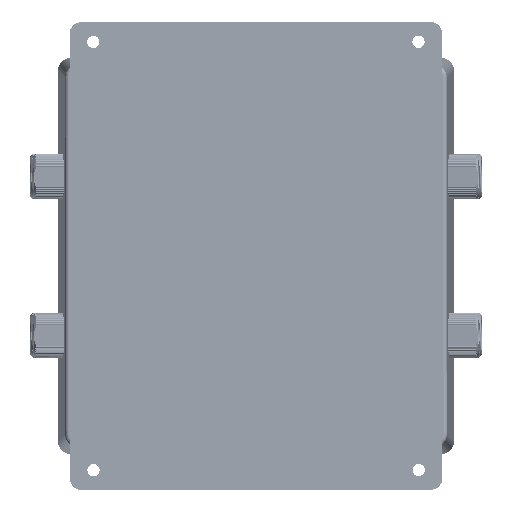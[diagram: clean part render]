
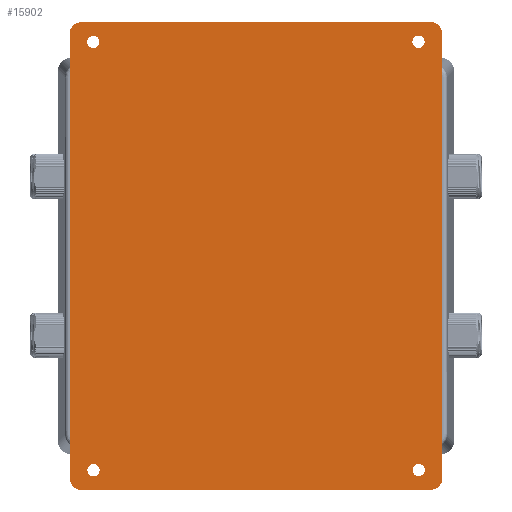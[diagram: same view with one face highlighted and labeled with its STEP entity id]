
A CAD part, front view. The second image highlights one B-rep face of the part: STEP entity #15902.
In plain terms, the highlighted planar face has unit normal (0, -1, 0).
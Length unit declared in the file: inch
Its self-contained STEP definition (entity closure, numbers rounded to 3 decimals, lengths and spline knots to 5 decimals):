
#487=PLANE('',#17151);
#1515=LINE('',#25574,#2807);
#1516=LINE('',#25578,#2808);
#1517=LINE('',#25582,#2809);
#1518=LINE('',#25585,#2810);
#2807=VECTOR('',#19919,39.37008);
#2808=VECTOR('',#19922,39.37008);
#2809=VECTOR('',#19925,39.37008);
#2810=VECTOR('',#19928,39.37008);
#3711=FACE_BOUND('',#5898,.T.);
#3712=FACE_BOUND('',#5899,.T.);
#3713=FACE_BOUND('',#5900,.T.);
#3714=FACE_BOUND('',#5901,.T.);
#3997=CIRCLE('',#17152,0.187);
#3998=CIRCLE('',#17153,0.187);
#3999=CIRCLE('',#17154,0.187);
#4000=CIRCLE('',#17155,0.187);
#4001=CIRCLE('',#17156,0.0965);
#4002=CIRCLE('',#17157,0.0965);
#4003=CIRCLE('',#17158,0.0965);
#4004=CIRCLE('',#17159,0.0965);
#4868=FACE_OUTER_BOUND('',#5897,.T.);
#5897=EDGE_LOOP('',(#12099,#12100,#12101,#12102,#12103,#12104,#12105,#12106));
#5898=EDGE_LOOP('',(#12107));
#5899=EDGE_LOOP('',(#12108));
#5900=EDGE_LOOP('',(#12109));
#5901=EDGE_LOOP('',(#12110));
#7222=VERTEX_POINT('',#25570);
#7223=VERTEX_POINT('',#25571);
#7224=VERTEX_POINT('',#25573);
#7225=VERTEX_POINT('',#25575);
#7226=VERTEX_POINT('',#25577);
#7227=VERTEX_POINT('',#25579);
#7228=VERTEX_POINT('',#25581);
#7229=VERTEX_POINT('',#25583);
#7230=VERTEX_POINT('',#25586);
#7231=VERTEX_POINT('',#25588);
#7232=VERTEX_POINT('',#25590);
#7233=VERTEX_POINT('',#25592);
#9014=EDGE_CURVE('',#7222,#7223,#3997,.T.);
#9015=EDGE_CURVE('',#7223,#7224,#1515,.T.);
#9016=EDGE_CURVE('',#7224,#7225,#3998,.T.);
#9017=EDGE_CURVE('',#7225,#7226,#1516,.T.);
#9018=EDGE_CURVE('',#7226,#7227,#3999,.T.);
#9019=EDGE_CURVE('',#7227,#7228,#1517,.T.);
#9020=EDGE_CURVE('',#7228,#7229,#4000,.T.);
#9021=EDGE_CURVE('',#7229,#7222,#1518,.T.);
#9022=EDGE_CURVE('',#7230,#7230,#4001,.T.);
#9023=EDGE_CURVE('',#7231,#7231,#4002,.T.);
#9024=EDGE_CURVE('',#7232,#7232,#4003,.T.);
#9025=EDGE_CURVE('',#7233,#7233,#4004,.T.);
#12099=ORIENTED_EDGE('',*,*,#9014,.T.);
#12100=ORIENTED_EDGE('',*,*,#9015,.T.);
#12101=ORIENTED_EDGE('',*,*,#9016,.T.);
#12102=ORIENTED_EDGE('',*,*,#9017,.T.);
#12103=ORIENTED_EDGE('',*,*,#9018,.T.);
#12104=ORIENTED_EDGE('',*,*,#9019,.T.);
#12105=ORIENTED_EDGE('',*,*,#9020,.T.);
#12106=ORIENTED_EDGE('',*,*,#9021,.T.);
#12107=ORIENTED_EDGE('',*,*,#9022,.F.);
#12108=ORIENTED_EDGE('',*,*,#9023,.F.);
#12109=ORIENTED_EDGE('',*,*,#9024,.F.);
#12110=ORIENTED_EDGE('',*,*,#9025,.F.);
#15902=ADVANCED_FACE('',(#4868,#3711,#3712,#3713,#3714),#487,.T.);
#17151=AXIS2_PLACEMENT_3D('',#25569,#19915,#19916);
#17152=AXIS2_PLACEMENT_3D('',#25572,#19917,#19918);
#17153=AXIS2_PLACEMENT_3D('',#25576,#19920,#19921);
#17154=AXIS2_PLACEMENT_3D('',#25580,#19923,#19924);
#17155=AXIS2_PLACEMENT_3D('',#25584,#19926,#19927);
#17156=AXIS2_PLACEMENT_3D('',#25587,#19929,#19930);
#17157=AXIS2_PLACEMENT_3D('',#25589,#19931,#19932);
#17158=AXIS2_PLACEMENT_3D('',#25591,#19933,#19934);
#17159=AXIS2_PLACEMENT_3D('',#25593,#19935,#19936);
#19915=DIRECTION('center_axis',(0.,-1.,0.));
#19916=DIRECTION('ref_axis',(0.,0.,-1.));
#19917=DIRECTION('center_axis',(0.,-1.,0.));
#19918=DIRECTION('ref_axis',(0.,0.,-1.));
#19919=DIRECTION('',(0.,0.,-1.));
#19920=DIRECTION('center_axis',(0.,-1.,0.));
#19921=DIRECTION('ref_axis',(0.,0.,-1.));
#19922=DIRECTION('',(1.,0.,0.));
#19923=DIRECTION('center_axis',(0.,-1.,0.));
#19924=DIRECTION('ref_axis',(0.,0.,-1.));
#19925=DIRECTION('',(0.,0.,1.));
#19926=DIRECTION('center_axis',(0.,-1.,0.));
#19927=DIRECTION('ref_axis',(0.,0.,-1.));
#19928=DIRECTION('',(-1.,0.,0.));
#19929=DIRECTION('center_axis',(0.,-1.,0.));
#19930=DIRECTION('ref_axis',(0.,0.,-1.));
#19931=DIRECTION('center_axis',(0.,-1.,0.));
#19932=DIRECTION('ref_axis',(0.,0.,-1.));
#19933=DIRECTION('center_axis',(0.,-1.,0.));
#19934=DIRECTION('ref_axis',(0.,0.,-1.));
#19935=DIRECTION('center_axis',(0.,-1.,0.));
#19936=DIRECTION('ref_axis',(0.,0.,-1.));
#25569=CARTESIAN_POINT('Origin',(-2.7505,-3.27898,3.5));
#25570=CARTESIAN_POINT('',(-2.7505,-3.27898,3.687));
#25571=CARTESIAN_POINT('',(-2.9375,-3.27898,3.5));
#25572=CARTESIAN_POINT('Origin',(-2.7505,-3.27898,3.5));
#25573=CARTESIAN_POINT('',(-2.9375,-3.27898,-3.5));
#25574=CARTESIAN_POINT('',(-2.9375,-3.27898,3.5));
#25575=CARTESIAN_POINT('',(-2.7505,-3.27898,-3.687));
#25576=CARTESIAN_POINT('Origin',(-2.7505,-3.27898,-3.5));
#25577=CARTESIAN_POINT('',(2.7505,-3.27898,-3.687));
#25578=CARTESIAN_POINT('',(-2.7505,-3.27898,-3.687));
#25579=CARTESIAN_POINT('',(2.9375,-3.27898,-3.5));
#25580=CARTESIAN_POINT('Origin',(2.7505,-3.27898,-3.5));
#25581=CARTESIAN_POINT('',(2.9375,-3.27898,3.5));
#25582=CARTESIAN_POINT('',(2.9375,-3.27898,3.5));
#25583=CARTESIAN_POINT('',(2.7505,-3.27898,3.687));
#25584=CARTESIAN_POINT('Origin',(2.7505,-3.27898,3.5));
#25585=CARTESIAN_POINT('',(-2.7505,-3.27898,3.687));
#25586=CARTESIAN_POINT('',(2.5625,-3.27898,-3.4715));
#25587=CARTESIAN_POINT('Origin',(2.5625,-3.27898,-3.375));
#25588=CARTESIAN_POINT('',(-2.5625,-3.27898,-3.4715));
#25589=CARTESIAN_POINT('Origin',(-2.5625,-3.27898,-3.375));
#25590=CARTESIAN_POINT('',(-2.5625,-3.27898,3.2785));
#25591=CARTESIAN_POINT('Origin',(-2.5625,-3.27898,3.375));
#25592=CARTESIAN_POINT('',(2.5625,-3.27898,3.2785));
#25593=CARTESIAN_POINT('Origin',(2.5625,-3.27898,3.375));
